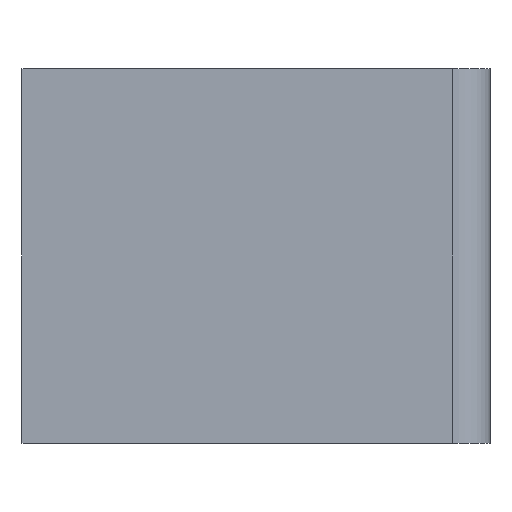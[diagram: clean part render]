
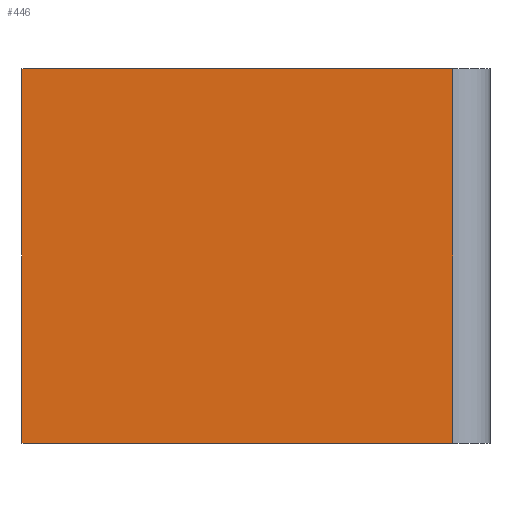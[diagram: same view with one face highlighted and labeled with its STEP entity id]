
A CAD part, front view. The second image highlights one B-rep face of the part: STEP entity #446.
In plain terms, the highlighted planar face has unit normal (0, -1, 0).
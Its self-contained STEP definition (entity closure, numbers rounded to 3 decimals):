
#41=PLANE('',#505);
#68=FACE_OUTER_BOUND('',#104,.T.);
#104=EDGE_LOOP('',(#401,#402,#403,#404));
#107=LINE('',#644,#146);
#112=LINE('',#660,#151);
#141=LINE('',#752,#180);
#145=LINE('',#759,#184);
#146=VECTOR('',#513,10.);
#151=VECTOR('',#528,10.);
#180=VECTOR('',#627,10.);
#184=VECTOR('',#635,10.);
#204=VERTEX_POINT('',#641);
#205=VERTEX_POINT('',#643);
#211=VERTEX_POINT('',#659);
#239=VERTEX_POINT('',#751);
#242=EDGE_CURVE('',#204,#205,#107,.T.);
#250=EDGE_CURVE('',#205,#211,#112,.T.);
#293=EDGE_CURVE('',#211,#239,#141,.T.);
#297=EDGE_CURVE('',#239,#204,#145,.T.);
#401=ORIENTED_EDGE('',*,*,#242,.F.);
#402=ORIENTED_EDGE('',*,*,#297,.F.);
#403=ORIENTED_EDGE('',*,*,#293,.F.);
#404=ORIENTED_EDGE('',*,*,#250,.F.);
#446=ADVANCED_FACE('',(#68),#41,.T.);
#505=AXIS2_PLACEMENT_3D('',#758,#633,#634);
#513=DIRECTION('',(0.,0.,-1.));
#528=DIRECTION('',(-1.,0.,0.));
#627=DIRECTION('',(0.,0.,1.));
#633=DIRECTION('center_axis',(0.,-1.,0.));
#634=DIRECTION('ref_axis',(1.,0.,0.));
#635=DIRECTION('',(1.,0.,0.));
#641=CARTESIAN_POINT('',(23.,-30.,20.));
#643=CARTESIAN_POINT('',(23.,-30.,0.));
#644=CARTESIAN_POINT('',(23.,-30.,0.));
#659=CARTESIAN_POINT('',(0.,-30.,0.));
#660=CARTESIAN_POINT('',(25.,-30.,0.));
#751=CARTESIAN_POINT('',(0.,-30.,20.));
#752=CARTESIAN_POINT('',(0.,-30.,0.));
#758=CARTESIAN_POINT('Origin',(0.,-30.,0.));
#759=CARTESIAN_POINT('',(25.,-30.,20.));
